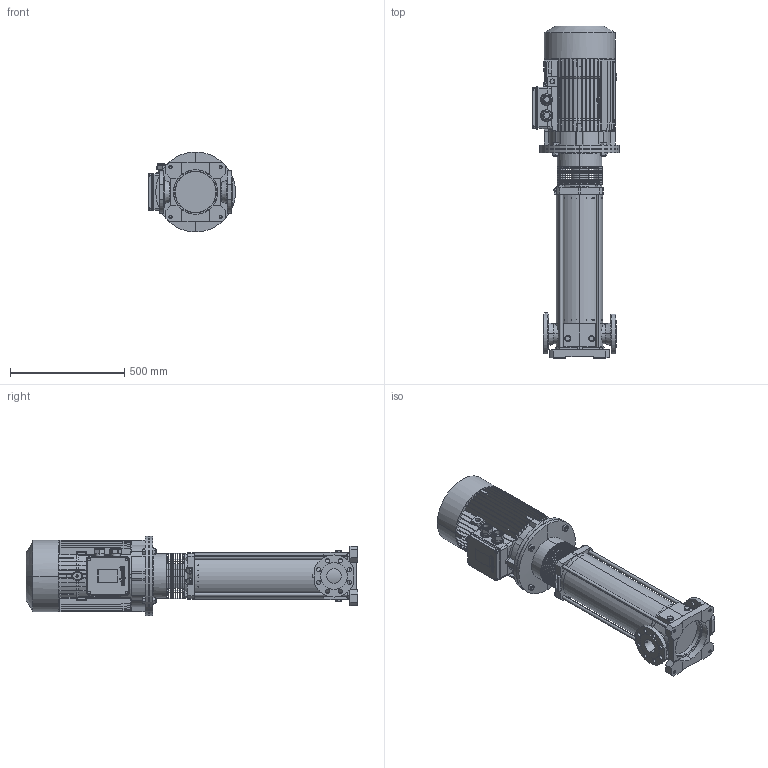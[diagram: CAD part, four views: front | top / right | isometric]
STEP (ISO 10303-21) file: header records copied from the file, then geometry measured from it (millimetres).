
FILE_DESCRIPTION (( 'STEP AP214' ), '1' );
FILE_NAME ('4.93.532.54swa01.step', '2020-11-04T10:38:58', ( '' ), ( '' ), 'SwSTEP 2.0', 'SolidWorks 2019', '' );
FILE_SCHEMA (( 'AUTOMOTIVE_DESIGN' ));
Length unit declared in the file: millimetre
Products named in the file (17): 4_92_054_REV00_SEMPLIFICATO; 4.93.532.54swa01; 10007576swa00_M160; 10009927swp00; 10007568swp00_M160 B5-De350; 10009925swp00_MOTORE 160; 10009924swp00_MXV (4) 65-3212; 10009928swp00_MXV (4) 65-3212; 10007670swn00_M40x1.5; 10000007swn00_M16 6S ZINCATO; 4.93.186.54swa01; 10009923swp00; 10000018swn00_M16x50 A4; 10007573swp00_160 VER; 10009926swp00; 4.66.424swp04_G38x10; 4.66.424swp04_G18x7
Assembly tree (35 placements, depth 3):
  4.93.532.54swa01
    4.93.186.54swa01
      10009923swp00
      10009927swp00
      10009924swp00_MXV (4) 65-3212
      10009925swp00_MOTORE 160
      10009926swp00
      4_92_054_REV00_SEMPLIFICATO
      10009928swp00_MXV (4) 65-3212  x4
      10000007swn00_M16 6S ZINCATO  x4
      4.66.424swp04_G38x10  x6
      4.66.424swp04_G18x7
    10007576swa00_M160
      10007568swp00_M160 B5-De350
      10007573swp00_160 VER
      10007670swn00_M40x1.5  x2
    10000018swn00_M16x50 A4  x4
    10000007swn00_M16 6S ZINCATO  x4
Bounding box: 381.7 x 1455.5 x 350 mm (x, y, z)
Volume: 50413267.6 mm3; surface area: 3673255.1 mm2
Topology: 35 solids, 43 shells, 4359 faces, 11935 edges, 7782 vertices
Faces by surface type: plane 3296, cylinder 495, cone 462, bspline 90, torus 16
Entity records: 132858 total; most frequent: CARTESIAN_POINT 28135, ORIENTED_EDGE 21716, DIRECTION 20844, EDGE_CURVE 10858, VERTEX_POINT 7178, LINE 7090, VECTOR 7090, AXIS2_PLACEMENT_3D 6877
